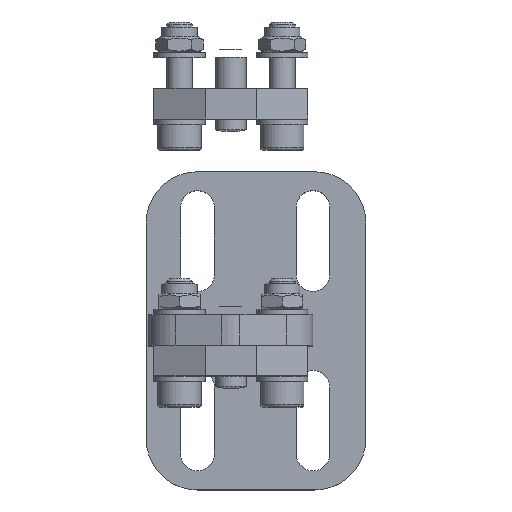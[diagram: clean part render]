
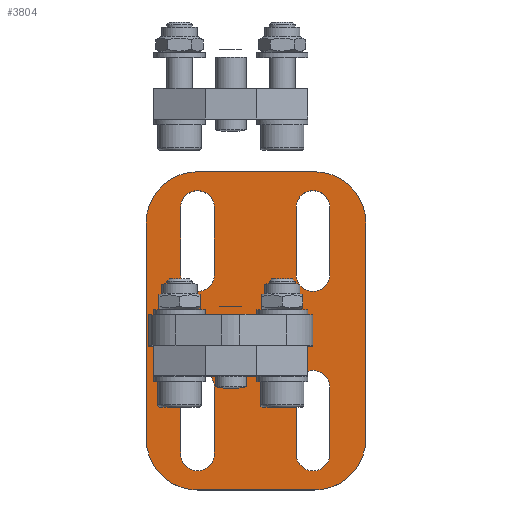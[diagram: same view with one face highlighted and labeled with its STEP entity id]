
A CAD part, top view. The second image highlights one B-rep face of the part: STEP entity #3804.
In plain terms, the highlighted planar face has unit normal (0, 0, 1).
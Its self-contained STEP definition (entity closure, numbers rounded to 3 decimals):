
#222=FACE_BOUND('',#556,.T.);
#223=FACE_BOUND('',#557,.T.);
#224=FACE_BOUND('',#558,.T.);
#225=FACE_BOUND('',#559,.T.);
#226=FACE_BOUND('',#560,.T.);
#307=FACE_OUTER_BOUND('',#555,.T.);
#555=EDGE_LOOP('',(#2636,#2637,#2638,#2639,#2640,#2641,#2642,#2643));
#556=EDGE_LOOP('',(#2644,#2645,#2646,#2647));
#557=EDGE_LOOP('',(#2648,#2649,#2650,#2651));
#558=EDGE_LOOP('',(#2652,#2653,#2654,#2655));
#559=EDGE_LOOP('',(#2656,#2657,#2658,#2659));
#560=EDGE_LOOP('',(#2660,#2661,#2662,#2663));
#860=CIRCLE('',#4162,10.);
#861=CIRCLE('',#4163,10.);
#862=CIRCLE('',#4164,10.);
#863=CIRCLE('',#4165,10.);
#864=CIRCLE('',#4166,3.3);
#865=CIRCLE('',#4167,3.3);
#866=CIRCLE('',#4168,3.3);
#867=CIRCLE('',#4169,3.3);
#868=CIRCLE('',#4170,3.3);
#869=CIRCLE('',#4171,3.3);
#870=CIRCLE('',#4172,3.3);
#871=CIRCLE('',#4173,3.3);
#1040=LINE('',#5752,#1326);
#1067=LINE('',#5828,#1353);
#1075=LINE('',#5851,#1361);
#1077=LINE('',#5854,#1363);
#1081=LINE('',#5864,#1367);
#1082=LINE('',#5868,#1368);
#1083=LINE('',#5872,#1369);
#1084=LINE('',#5876,#1370);
#1085=LINE('',#5880,#1371);
#1086=LINE('',#5884,#1372);
#1087=LINE('',#5890,#1373);
#1088=LINE('',#5893,#1374);
#1089=LINE('',#5898,#1375);
#1090=LINE('',#5901,#1376);
#1091=LINE('',#5906,#1377);
#1092=LINE('',#5909,#1378);
#1326=VECTOR('',#4577,32.);
#1353=VECTOR('',#4646,6.);
#1361=VECTOR('',#4672,6.);
#1363=VECTOR('',#4676,32.);
#1367=VECTOR('',#4684,42.);
#1368=VECTOR('',#4687,22.8);
#1369=VECTOR('',#4690,42.);
#1370=VECTOR('',#4693,22.8);
#1371=VECTOR('',#4696,13.);
#1372=VECTOR('',#4699,13.);
#1373=VECTOR('',#4704,13.);
#1374=VECTOR('',#4707,13.);
#1375=VECTOR('',#4710,13.);
#1376=VECTOR('',#4713,13.);
#1377=VECTOR('',#4716,13.);
#1378=VECTOR('',#4719,13.);
#1612=VERTEX_POINT('',#5750);
#1613=VERTEX_POINT('',#5751);
#1641=VERTEX_POINT('',#5826);
#1647=VERTEX_POINT('',#5850);
#1650=VERTEX_POINT('',#5862);
#1651=VERTEX_POINT('',#5863);
#1652=VERTEX_POINT('',#5865);
#1653=VERTEX_POINT('',#5867);
#1654=VERTEX_POINT('',#5869);
#1655=VERTEX_POINT('',#5871);
#1656=VERTEX_POINT('',#5873);
#1657=VERTEX_POINT('',#5875);
#1658=VERTEX_POINT('',#5878);
#1659=VERTEX_POINT('',#5879);
#1660=VERTEX_POINT('',#5881);
#1661=VERTEX_POINT('',#5883);
#1662=VERTEX_POINT('',#5886);
#1663=VERTEX_POINT('',#5887);
#1664=VERTEX_POINT('',#5889);
#1665=VERTEX_POINT('',#5891);
#1666=VERTEX_POINT('',#5894);
#1667=VERTEX_POINT('',#5895);
#1668=VERTEX_POINT('',#5897);
#1669=VERTEX_POINT('',#5899);
#1670=VERTEX_POINT('',#5902);
#1671=VERTEX_POINT('',#5903);
#1672=VERTEX_POINT('',#5905);
#1673=VERTEX_POINT('',#5907);
#1980=EDGE_CURVE('',#1612,#1613,#1040,.T.);
#2018=EDGE_CURVE('',#1613,#1641,#1067,.T.);
#2029=EDGE_CURVE('',#1647,#1612,#1075,.T.);
#2031=EDGE_CURVE('',#1641,#1647,#1077,.T.);
#2035=EDGE_CURVE('',#1650,#1651,#1081,.T.);
#2036=EDGE_CURVE('',#1652,#1650,#860,.T.);
#2037=EDGE_CURVE('',#1653,#1652,#1082,.T.);
#2038=EDGE_CURVE('',#1654,#1653,#861,.T.);
#2039=EDGE_CURVE('',#1655,#1654,#1083,.T.);
#2040=EDGE_CURVE('',#1656,#1655,#862,.T.);
#2041=EDGE_CURVE('',#1657,#1656,#1084,.T.);
#2042=EDGE_CURVE('',#1651,#1657,#863,.T.);
#2043=EDGE_CURVE('',#1658,#1659,#1085,.T.);
#2044=EDGE_CURVE('',#1659,#1660,#864,.T.);
#2045=EDGE_CURVE('',#1660,#1661,#1086,.T.);
#2046=EDGE_CURVE('',#1661,#1658,#865,.T.);
#2047=EDGE_CURVE('',#1662,#1663,#866,.T.);
#2048=EDGE_CURVE('',#1663,#1664,#1087,.T.);
#2049=EDGE_CURVE('',#1664,#1665,#867,.T.);
#2050=EDGE_CURVE('',#1665,#1662,#1088,.T.);
#2051=EDGE_CURVE('',#1666,#1667,#868,.T.);
#2052=EDGE_CURVE('',#1667,#1668,#1089,.T.);
#2053=EDGE_CURVE('',#1668,#1669,#869,.T.);
#2054=EDGE_CURVE('',#1669,#1666,#1090,.T.);
#2055=EDGE_CURVE('',#1670,#1671,#870,.T.);
#2056=EDGE_CURVE('',#1671,#1672,#1091,.T.);
#2057=EDGE_CURVE('',#1672,#1673,#871,.T.);
#2058=EDGE_CURVE('',#1673,#1670,#1092,.T.);
#2636=ORIENTED_EDGE('',*,*,#2035,.F.);
#2637=ORIENTED_EDGE('',*,*,#2036,.F.);
#2638=ORIENTED_EDGE('',*,*,#2037,.F.);
#2639=ORIENTED_EDGE('',*,*,#2038,.F.);
#2640=ORIENTED_EDGE('',*,*,#2039,.F.);
#2641=ORIENTED_EDGE('',*,*,#2040,.F.);
#2642=ORIENTED_EDGE('',*,*,#2041,.F.);
#2643=ORIENTED_EDGE('',*,*,#2042,.F.);
#2644=ORIENTED_EDGE('',*,*,#2043,.T.);
#2645=ORIENTED_EDGE('',*,*,#2044,.T.);
#2646=ORIENTED_EDGE('',*,*,#2045,.T.);
#2647=ORIENTED_EDGE('',*,*,#2046,.T.);
#2648=ORIENTED_EDGE('',*,*,#2047,.T.);
#2649=ORIENTED_EDGE('',*,*,#2048,.T.);
#2650=ORIENTED_EDGE('',*,*,#2049,.T.);
#2651=ORIENTED_EDGE('',*,*,#2050,.T.);
#2652=ORIENTED_EDGE('',*,*,#2051,.T.);
#2653=ORIENTED_EDGE('',*,*,#2052,.T.);
#2654=ORIENTED_EDGE('',*,*,#2053,.T.);
#2655=ORIENTED_EDGE('',*,*,#2054,.T.);
#2656=ORIENTED_EDGE('',*,*,#2055,.T.);
#2657=ORIENTED_EDGE('',*,*,#2056,.T.);
#2658=ORIENTED_EDGE('',*,*,#2057,.T.);
#2659=ORIENTED_EDGE('',*,*,#2058,.T.);
#2660=ORIENTED_EDGE('',*,*,#1980,.T.);
#2661=ORIENTED_EDGE('',*,*,#2018,.T.);
#2662=ORIENTED_EDGE('',*,*,#2031,.T.);
#2663=ORIENTED_EDGE('',*,*,#2029,.T.);
#3660=PLANE('',#4161);
#3804=ADVANCED_FACE('',(#307,#222,#223,#224,#225,#226),#3660,.T.);
#4161=AXIS2_PLACEMENT_3D('',#5861,#4682,#4683);
#4162=AXIS2_PLACEMENT_3D('',#5866,#4685,#4686);
#4163=AXIS2_PLACEMENT_3D('',#5870,#4688,#4689);
#4164=AXIS2_PLACEMENT_3D('',#5874,#4691,#4692);
#4165=AXIS2_PLACEMENT_3D('',#5877,#4694,#4695);
#4166=AXIS2_PLACEMENT_3D('',#5882,#4697,#4698);
#4167=AXIS2_PLACEMENT_3D('',#5885,#4700,#4701);
#4168=AXIS2_PLACEMENT_3D('',#5888,#4702,#4703);
#4169=AXIS2_PLACEMENT_3D('',#5892,#4705,#4706);
#4170=AXIS2_PLACEMENT_3D('',#5896,#4708,#4709);
#4171=AXIS2_PLACEMENT_3D('',#5900,#4711,#4712);
#4172=AXIS2_PLACEMENT_3D('',#5904,#4714,#4715);
#4173=AXIS2_PLACEMENT_3D('',#5908,#4717,#4718);
#4577=DIRECTION('',(-1.,0.,0.));
#4646=DIRECTION('',(0.,1.,0.));
#4672=DIRECTION('',(0.,-1.,0.));
#4676=DIRECTION('',(1.,0.,0.));
#4682=DIRECTION('center_axis',(0.,0.,1.));
#4683=DIRECTION('ref_axis',(1.,0.,0.));
#4684=DIRECTION('',(0.,1.,0.));
#4685=DIRECTION('center_axis',(0.,0.,-1.));
#4686=DIRECTION('ref_axis',(1.,0.,0.));
#4687=DIRECTION('',(-1.,0.,0.));
#4688=DIRECTION('center_axis',(0.,0.,-1.));
#4689=DIRECTION('ref_axis',(0.,1.,0.));
#4690=DIRECTION('',(0.,-1.,0.));
#4691=DIRECTION('center_axis',(0.,0.,-1.));
#4692=DIRECTION('ref_axis',(-1.,0.,0.));
#4693=DIRECTION('',(1.,0.,0.));
#4694=DIRECTION('center_axis',(0.,0.,-1.));
#4695=DIRECTION('ref_axis',(0.,-1.,0.));
#4696=DIRECTION('',(0.,-1.,0.));
#4697=DIRECTION('center_axis',(0.,0.,-1.));
#4698=DIRECTION('ref_axis',(-1.,0.,0.));
#4699=DIRECTION('',(0.,1.,0.));
#4700=DIRECTION('center_axis',(0.,0.,-1.));
#4701=DIRECTION('ref_axis',(1.,0.,0.));
#4702=DIRECTION('center_axis',(0.,0.,-1.));
#4703=DIRECTION('ref_axis',(1.,0.,0.));
#4704=DIRECTION('',(0.,-1.,0.));
#4705=DIRECTION('center_axis',(0.,0.,-1.));
#4706=DIRECTION('ref_axis',(-1.,0.,0.));
#4707=DIRECTION('',(0.,1.,0.));
#4708=DIRECTION('center_axis',(0.,0.,-1.));
#4709=DIRECTION('ref_axis',(-1.,0.,0.));
#4710=DIRECTION('',(0.,-1.,0.));
#4711=DIRECTION('center_axis',(0.,0.,-1.));
#4712=DIRECTION('ref_axis',(1.,0.,0.));
#4713=DIRECTION('',(0.,1.,0.));
#4714=DIRECTION('center_axis',(0.,0.,-1.));
#4715=DIRECTION('ref_axis',(-1.,0.,0.));
#4716=DIRECTION('',(0.,1.,0.));
#4717=DIRECTION('center_axis',(0.,0.,-1.));
#4718=DIRECTION('ref_axis',(1.,0.,0.));
#4719=DIRECTION('',(0.,-1.,0.));
#5750=CARTESIAN_POINT('',(34.918,23.969,6.));
#5751=CARTESIAN_POINT('',(2.918,23.969,6.));
#5752=CARTESIAN_POINT('',(34.918,23.969,6.));
#5826=CARTESIAN_POINT('',(2.918,29.969,6.));
#5828=CARTESIAN_POINT('',(2.918,23.969,6.));
#5850=CARTESIAN_POINT('',(34.918,29.969,6.));
#5851=CARTESIAN_POINT('',(34.918,29.969,6.));
#5854=CARTESIAN_POINT('',(2.918,29.969,6.));
#5861=CARTESIAN_POINT('Origin',(23.818,26.969,6.));
#5862=CARTESIAN_POINT('',(2.418,5.969,6.));
#5863=CARTESIAN_POINT('',(2.418,47.969,6.));
#5864=CARTESIAN_POINT('',(2.418,5.969,6.));
#5865=CARTESIAN_POINT('',(12.418,-4.031,6.));
#5866=CARTESIAN_POINT('Origin',(12.418,5.969,6.));
#5867=CARTESIAN_POINT('',(35.218,-4.031,6.));
#5868=CARTESIAN_POINT('',(35.218,-4.031,6.));
#5869=CARTESIAN_POINT('',(45.218,5.969,6.));
#5870=CARTESIAN_POINT('Origin',(35.218,5.969,6.));
#5871=CARTESIAN_POINT('',(45.218,47.969,6.));
#5872=CARTESIAN_POINT('',(45.218,47.969,6.));
#5873=CARTESIAN_POINT('',(35.218,57.969,6.));
#5874=CARTESIAN_POINT('Origin',(35.218,47.969,6.));
#5875=CARTESIAN_POINT('',(12.418,57.969,6.));
#5876=CARTESIAN_POINT('',(12.418,57.969,6.));
#5877=CARTESIAN_POINT('Origin',(12.418,47.969,6.));
#5878=CARTESIAN_POINT('',(15.718,15.969,6.));
#5879=CARTESIAN_POINT('',(15.718,2.969,6.));
#5880=CARTESIAN_POINT('',(15.718,15.969,6.));
#5881=CARTESIAN_POINT('',(9.118,2.969,6.));
#5882=CARTESIAN_POINT('Origin',(12.418,2.969,6.));
#5883=CARTESIAN_POINT('',(9.118,15.969,6.));
#5884=CARTESIAN_POINT('',(9.118,2.969,6.));
#5885=CARTESIAN_POINT('Origin',(12.418,15.969,6.));
#5886=CARTESIAN_POINT('',(31.618,15.969,6.));
#5887=CARTESIAN_POINT('',(38.218,15.969,6.));
#5888=CARTESIAN_POINT('Origin',(34.918,15.969,6.));
#5889=CARTESIAN_POINT('',(38.218,2.969,6.));
#5890=CARTESIAN_POINT('',(38.218,15.969,6.));
#5891=CARTESIAN_POINT('',(31.618,2.969,6.));
#5892=CARTESIAN_POINT('Origin',(34.918,2.969,6.));
#5893=CARTESIAN_POINT('',(31.618,2.969,6.));
#5894=CARTESIAN_POINT('',(9.118,50.969,6.));
#5895=CARTESIAN_POINT('',(15.718,50.969,6.));
#5896=CARTESIAN_POINT('Origin',(12.418,50.969,6.));
#5897=CARTESIAN_POINT('',(15.718,37.969,6.));
#5898=CARTESIAN_POINT('',(15.718,50.969,6.));
#5899=CARTESIAN_POINT('',(9.118,37.969,6.));
#5900=CARTESIAN_POINT('Origin',(12.418,37.969,6.));
#5901=CARTESIAN_POINT('',(9.118,37.969,6.));
#5902=CARTESIAN_POINT('',(38.218,37.969,6.));
#5903=CARTESIAN_POINT('',(31.618,37.969,6.));
#5904=CARTESIAN_POINT('Origin',(34.918,37.969,6.));
#5905=CARTESIAN_POINT('',(31.618,50.969,6.));
#5906=CARTESIAN_POINT('',(31.618,37.969,6.));
#5907=CARTESIAN_POINT('',(38.218,50.969,6.));
#5908=CARTESIAN_POINT('Origin',(34.918,50.969,6.));
#5909=CARTESIAN_POINT('',(38.218,50.969,6.));
